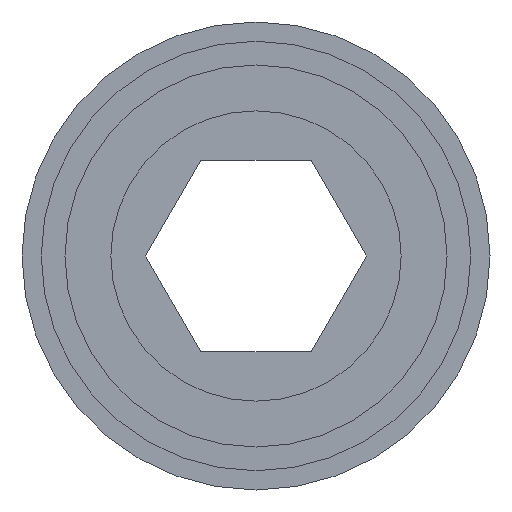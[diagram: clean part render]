
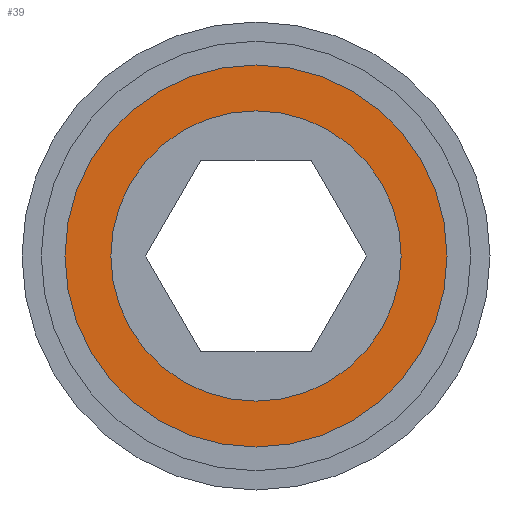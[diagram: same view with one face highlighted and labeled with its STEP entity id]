
A CAD part, front view. The second image highlights one B-rep face of the part: STEP entity #39.
In plain terms, the highlighted planar face has unit normal (0, -1, 0).
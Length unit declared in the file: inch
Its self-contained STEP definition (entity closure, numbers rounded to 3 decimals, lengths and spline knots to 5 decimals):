
#2 = CIRCLE ( 'NONE', #48, 0.38 ) ;
#39 = ADVANCED_FACE ( 'NONE', ( #747, #320 ), #220, .T. ) ;
#48 = AXIS2_PLACEMENT_3D ( 'NONE', #750, #538, #875 ) ;
#56 = AXIS2_PLACEMENT_3D ( 'NONE', #102, #100, #407 ) ;
#84 = CARTESIAN_POINT ( 'NONE',  ( 0., 0.015, -0.38 ) ) ;
#99 = VERTEX_POINT ( 'NONE', #437 ) ;
#100 = DIRECTION ( 'NONE',  ( 0., 1., 0. ) ) ;
#102 = CARTESIAN_POINT ( 'NONE',  ( 0., 0.015, 0. ) ) ;
#120 = ORIENTED_EDGE ( 'NONE', *, *, #547, .T. ) ;
#141 = VERTEX_POINT ( 'NONE', #253 ) ;
#143 = ORIENTED_EDGE ( 'NONE', *, *, #914, .F. ) ;
#187 = VERTEX_POINT ( 'NONE', #893 ) ;
#220 = PLANE ( 'NONE',  #808 ) ;
#223 = CARTESIAN_POINT ( 'NONE',  ( 0., 0.015, 0. ) ) ;
#228 = CIRCLE ( 'NONE', #56, 0.5 ) ;
#253 = CARTESIAN_POINT ( 'NONE',  ( 0., 0.015, -0.5 ) ) ;
#289 = AXIS2_PLACEMENT_3D ( 'NONE', #542, #801, #464 ) ;
#303 = DIRECTION ( 'NONE',  ( 0., 1., 0. ) ) ;
#320 = FACE_OUTER_BOUND ( 'NONE', #351, .T. ) ;
#351 = EDGE_LOOP ( 'NONE', ( #143, #774 ) ) ;
#374 = DIRECTION ( 'NONE',  ( 0., 0., 1. ) ) ;
#379 = CIRCLE ( 'NONE', #289, 0.5 ) ;
#386 = VERTEX_POINT ( 'NONE', #84 ) ;
#407 = DIRECTION ( 'NONE',  ( 0., 0., 1. ) ) ;
#437 = CARTESIAN_POINT ( 'NONE',  ( 0., 0.015, 0.5 ) ) ;
#464 = DIRECTION ( 'NONE',  ( 0., 0., 1. ) ) ;
#477 = EDGE_LOOP ( 'NONE', ( #535, #120 ) ) ;
#504 = CIRCLE ( 'NONE', #601, 0.38 ) ;
#535 = ORIENTED_EDGE ( 'NONE', *, *, #731, .T. ) ;
#538 = DIRECTION ( 'NONE',  ( 0., 1., 0. ) ) ;
#542 = CARTESIAN_POINT ( 'NONE',  ( 0., 0.015, 0. ) ) ;
#547 = EDGE_CURVE ( 'NONE', #386, #187, #504, .T. ) ;
#585 = CARTESIAN_POINT ( 'NONE',  ( 0.38, 0.015, 0. ) ) ;
#601 = AXIS2_PLACEMENT_3D ( 'NONE', #223, #303, #374 ) ;
#659 = EDGE_CURVE ( 'NONE', #141, #99, #379, .T. ) ;
#731 = EDGE_CURVE ( 'NONE', #187, #386, #2, .T. ) ;
#747 = FACE_BOUND ( 'NONE', #477, .T. ) ;
#750 = CARTESIAN_POINT ( 'NONE',  ( 0., 0.015, 0. ) ) ;
#774 = ORIENTED_EDGE ( 'NONE', *, *, #659, .F. ) ;
#801 = DIRECTION ( 'NONE',  ( 0., 1., 0. ) ) ;
#808 = AXIS2_PLACEMENT_3D ( 'NONE', #585, #860, #864 ) ;
#860 = DIRECTION ( 'NONE',  ( 0., -1., 0. ) ) ;
#864 = DIRECTION ( 'NONE',  ( 0., 0., -1. ) ) ;
#875 = DIRECTION ( 'NONE',  ( 0., 0., 1. ) ) ;
#893 = CARTESIAN_POINT ( 'NONE',  ( 0., 0.015, 0.38 ) ) ;
#914 = EDGE_CURVE ( 'NONE', #99, #141, #228, .T. ) ;
